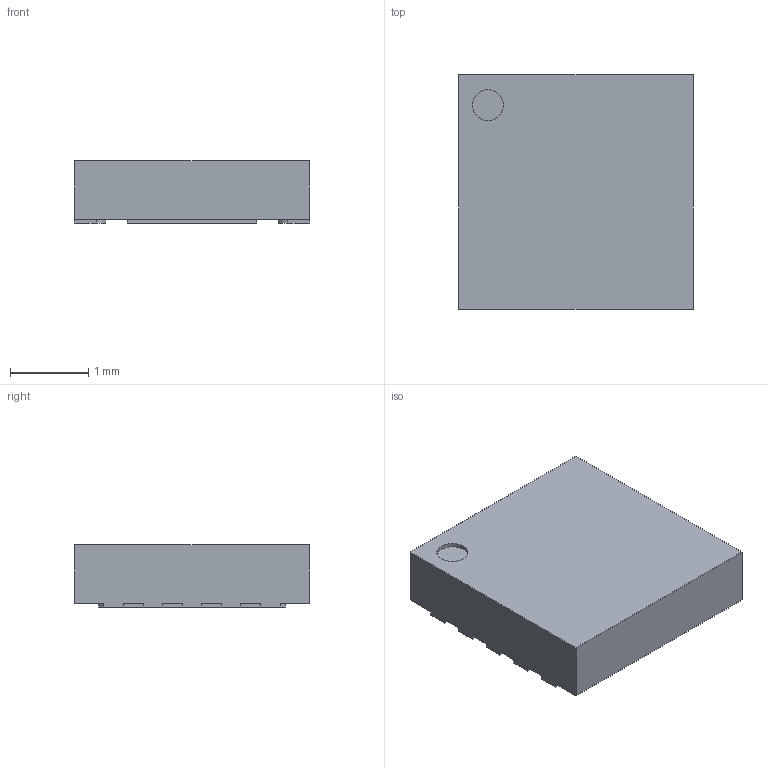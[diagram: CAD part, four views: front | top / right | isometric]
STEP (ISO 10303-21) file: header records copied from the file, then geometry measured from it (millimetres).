
FILE_DESCRIPTION (( 'STEP AP214' ), '1' );
FILE_NAME ('ANALOG_DFN10-3x3mm.STEP', '2022-10-28T17:00:19', ( '' ), ( '' ), 'SwSTEP 2.0', 'SolidWorks 2019', '' );
FILE_SCHEMA (( 'AUTOMOTIVE_DESIGN' ));
Length unit declared in the file: millimetre
Products named in the file (1): ANALOG_DFN10-3x3mm
Bounding box: 3 x 3 x 0.8 mm (x, y, z)
Volume: 7 mm3; surface area: 28.1 mm2
Topology: 1 solids, 1 shells, 60 faces, 168 edges, 112 vertices
Faces by surface type: plane 43, cylinder 17
Entity records: 2587 total; most frequent: CARTESIAN_POINT 341, ORIENTED_EDGE 336, DIRECTION 324, EDGE_CURVE 168, VECTOR 134, LINE 134, VERTEX_POINT 112, AXIS2_PLACEMENT_3D 95
